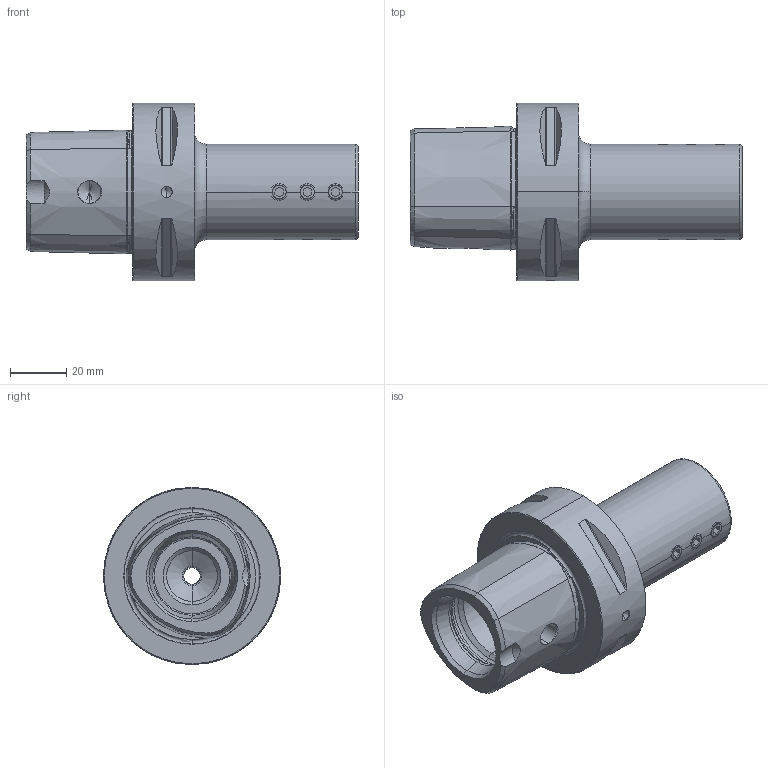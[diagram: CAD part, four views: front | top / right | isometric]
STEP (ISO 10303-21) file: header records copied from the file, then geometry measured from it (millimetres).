
FILE_DESCRIPTION (( 'STEP AP203' ), '1' );
FILE_NAME ('PS6-B06.K01.080.STEP', '2012-06-19T08:17:13', ( 'baer' ), ( 'Hewlett-Packard Company' ), 'SwSTEP 2.0', 'SolidWorks 2012', '' );
FILE_SCHEMA (( 'CONFIG_CONTROL_DESIGN' ));
Length unit declared in the file: millimetre
Products named in the file (3): PS6-B06.K01.080; ISO 4026 - M6 x 10_PreviewCfg; PS6-B06.K01.080_A
Assembly tree (10 placements, depth 2):
  PS6-B06.K01.080
    PS6-B06.K01.080_A
    ISO 4026 - M6 x 10_PreviewCfg  x9
Bounding box: 118 x 63 x 63 mm (x, y, z)
Volume: 146341.9 mm3; surface area: 31210.3 mm2
Topology: 10 solids, 10 shells, 286 faces, 695 edges, 426 vertices
Faces by surface type: plane 101, cone 81, cylinder 70, torus 34
Entity records: 7019 total; most frequent: CARTESIAN_POINT 2536, ORIENTED_EDGE 870, DIRECTION 808, EDGE_CURVE 435, AXIS2_PLACEMENT_3D 334, VERTEX_POINT 266, EDGE_LOOP 181, FACE_OUTER_BOUND 166
